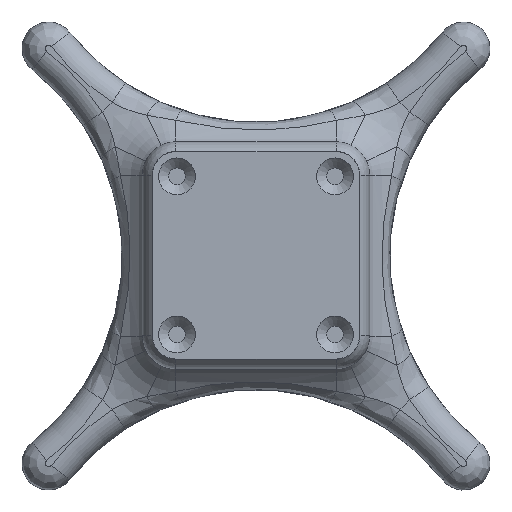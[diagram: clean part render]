
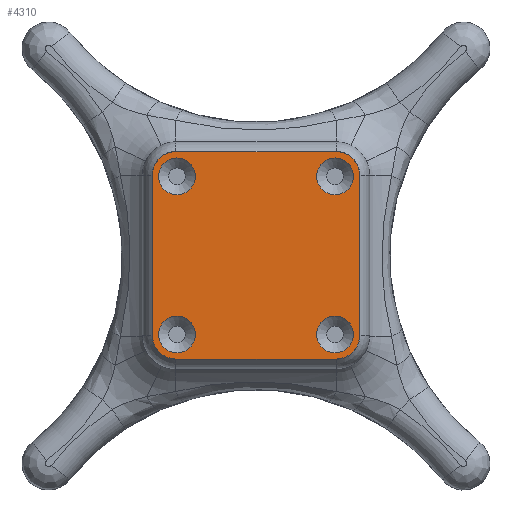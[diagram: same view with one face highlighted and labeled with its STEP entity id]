
A CAD part, top view. The second image highlights one B-rep face of the part: STEP entity #4310.
In plain terms, the highlighted planar face has unit normal (0, 0, 1).
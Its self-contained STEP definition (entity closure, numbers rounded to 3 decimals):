
#52=FACE_BOUND('',#890,.T.);
#53=FACE_BOUND('',#891,.T.);
#54=FACE_BOUND('',#892,.T.);
#55=FACE_BOUND('',#893,.T.);
#284=PLANE('',#4823);
#614=FACE_OUTER_BOUND('',#889,.T.);
#889=EDGE_LOOP('',(#3957,#3958,#3959,#3960,#3961,#3962,#3963,#3964));
#890=EDGE_LOOP('',(#3965));
#891=EDGE_LOOP('',(#3966));
#892=EDGE_LOOP('',(#3967));
#893=EDGE_LOOP('',(#3968));
#1190=LINE('',#8493,#1499);
#1193=LINE('',#8501,#1502);
#1197=LINE('',#8516,#1506);
#1198=LINE('',#8519,#1507);
#1499=VECTOR('',#6042,10.);
#1502=VECTOR('',#6051,10.);
#1506=VECTOR('',#6069,10.);
#1507=VECTOR('',#6072,10.);
#1753=CIRCLE('',#4813,3.5);
#1754=CIRCLE('',#4816,3.5);
#1755=CIRCLE('',#4821,2.75);
#1757=CIRCLE('',#4824,3.5);
#1758=CIRCLE('',#4825,3.5);
#1759=CIRCLE('',#4826,2.75);
#1760=CIRCLE('',#4827,2.75);
#1761=CIRCLE('',#4828,2.75);
#2131=VERTEX_POINT('',#8485);
#2132=VERTEX_POINT('',#8487);
#2133=VERTEX_POINT('',#8491);
#2134=VERTEX_POINT('',#8495);
#2135=VERTEX_POINT('',#8499);
#2136=VERTEX_POINT('',#8507);
#2138=VERTEX_POINT('',#8513);
#2139=VERTEX_POINT('',#8515);
#2140=VERTEX_POINT('',#8517);
#2141=VERTEX_POINT('',#8520);
#2142=VERTEX_POINT('',#8522);
#2143=VERTEX_POINT('',#8524);
#2740=EDGE_CURVE('',#2131,#2132,#1753,.T.);
#2743=EDGE_CURVE('',#2133,#2131,#1190,.T.);
#2745=EDGE_CURVE('',#2134,#2133,#1754,.T.);
#2747=EDGE_CURVE('',#2135,#2134,#1193,.T.);
#2750=EDGE_CURVE('',#2136,#2136,#1755,.T.);
#2753=EDGE_CURVE('',#2138,#2135,#1757,.T.);
#2754=EDGE_CURVE('',#2139,#2138,#1197,.T.);
#2755=EDGE_CURVE('',#2140,#2139,#1758,.T.);
#2756=EDGE_CURVE('',#2132,#2140,#1198,.T.);
#2757=EDGE_CURVE('',#2141,#2141,#1759,.T.);
#2758=EDGE_CURVE('',#2142,#2142,#1760,.T.);
#2759=EDGE_CURVE('',#2143,#2143,#1761,.T.);
#3957=ORIENTED_EDGE('',*,*,#2743,.F.);
#3958=ORIENTED_EDGE('',*,*,#2745,.F.);
#3959=ORIENTED_EDGE('',*,*,#2747,.F.);
#3960=ORIENTED_EDGE('',*,*,#2753,.F.);
#3961=ORIENTED_EDGE('',*,*,#2754,.F.);
#3962=ORIENTED_EDGE('',*,*,#2755,.F.);
#3963=ORIENTED_EDGE('',*,*,#2756,.F.);
#3964=ORIENTED_EDGE('',*,*,#2740,.F.);
#3965=ORIENTED_EDGE('',*,*,#2757,.F.);
#3966=ORIENTED_EDGE('',*,*,#2758,.F.);
#3967=ORIENTED_EDGE('',*,*,#2759,.F.);
#3968=ORIENTED_EDGE('',*,*,#2750,.F.);
#4310=ADVANCED_FACE('',(#614,#52,#53,#54,#55),#284,.T.);
#4813=AXIS2_PLACEMENT_3D('',#8488,#6036,#6037);
#4816=AXIS2_PLACEMENT_3D('',#8497,#6046,#6047);
#4821=AXIS2_PLACEMENT_3D('',#8508,#6060,#6061);
#4823=AXIS2_PLACEMENT_3D('',#8512,#6065,#6066);
#4824=AXIS2_PLACEMENT_3D('',#8514,#6067,#6068);
#4825=AXIS2_PLACEMENT_3D('',#8518,#6070,#6071);
#4826=AXIS2_PLACEMENT_3D('',#8521,#6073,#6074);
#4827=AXIS2_PLACEMENT_3D('',#8523,#6075,#6076);
#4828=AXIS2_PLACEMENT_3D('',#8525,#6077,#6078);
#6036=DIRECTION('center_axis',(0.,0.,-1.));
#6037=DIRECTION('ref_axis',(-1.,0.,0.));
#6042=DIRECTION('',(-1.,0.,0.));
#6046=DIRECTION('center_axis',(0.,0.,-1.));
#6047=DIRECTION('ref_axis',(0.,-1.,0.));
#6051=DIRECTION('',(0.,-1.,0.));
#6060=DIRECTION('center_axis',(0.,0.,1.));
#6061=DIRECTION('ref_axis',(-1.,0.,0.));
#6065=DIRECTION('center_axis',(0.,0.,1.));
#6066=DIRECTION('ref_axis',(-1.,0.,0.));
#6067=DIRECTION('center_axis',(0.,0.,-1.));
#6068=DIRECTION('ref_axis',(1.,0.,0.));
#6069=DIRECTION('',(1.,0.,0.));
#6070=DIRECTION('center_axis',(0.,0.,-1.));
#6071=DIRECTION('ref_axis',(0.,1.,0.));
#6072=DIRECTION('',(0.,1.,0.));
#6073=DIRECTION('center_axis',(0.,0.,1.));
#6074=DIRECTION('ref_axis',(-1.,0.,0.));
#6075=DIRECTION('center_axis',(0.,0.,1.));
#6076=DIRECTION('ref_axis',(-1.,0.,0.));
#6077=DIRECTION('center_axis',(0.,0.,1.));
#6078=DIRECTION('ref_axis',(-1.,0.,0.));
#8485=CARTESIAN_POINT('',(-12.,-15.5,27.));
#8487=CARTESIAN_POINT('',(-15.5,-12.,27.));
#8488=CARTESIAN_POINT('Origin',(-12.,-12.,27.));
#8491=CARTESIAN_POINT('',(12.,-15.5,27.));
#8493=CARTESIAN_POINT('',(6.,-15.5,27.));
#8495=CARTESIAN_POINT('',(15.5,-12.,27.));
#8497=CARTESIAN_POINT('Origin',(12.,-12.,27.));
#8499=CARTESIAN_POINT('',(15.5,12.,27.));
#8501=CARTESIAN_POINT('',(15.5,6.,27.));
#8507=CARTESIAN_POINT('',(14.573,11.823,27.));
#8508=CARTESIAN_POINT('Origin',(11.823,11.823,27.));
#8512=CARTESIAN_POINT('Origin',(0.,0.,27.));
#8513=CARTESIAN_POINT('',(12.,15.5,27.));
#8514=CARTESIAN_POINT('Origin',(12.,12.,27.));
#8515=CARTESIAN_POINT('',(-12.,15.5,27.));
#8516=CARTESIAN_POINT('',(-6.,15.5,27.));
#8517=CARTESIAN_POINT('',(-15.5,12.,27.));
#8518=CARTESIAN_POINT('Origin',(-12.,12.,27.));
#8519=CARTESIAN_POINT('',(-15.5,-6.,27.));
#8520=CARTESIAN_POINT('',(14.569,-11.823,27.));
#8521=CARTESIAN_POINT('Origin',(11.819,-11.823,27.));
#8522=CARTESIAN_POINT('',(-9.073,-11.823,27.));
#8523=CARTESIAN_POINT('Origin',(-11.823,-11.823,27.));
#8524=CARTESIAN_POINT('',(-9.073,11.823,27.));
#8525=CARTESIAN_POINT('Origin',(-11.823,11.823,27.));
